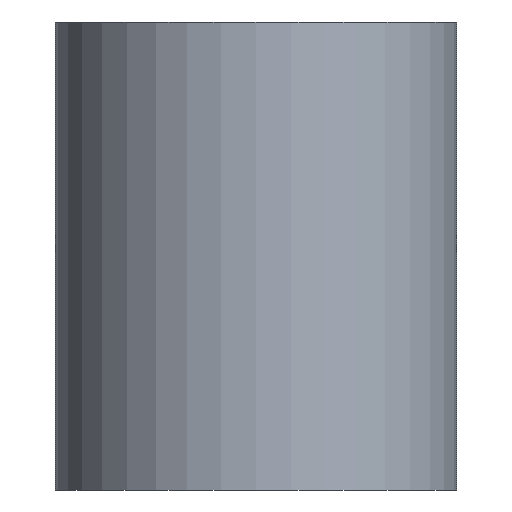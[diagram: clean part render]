
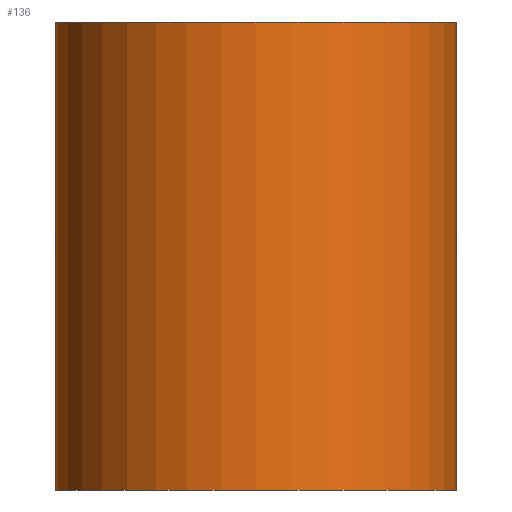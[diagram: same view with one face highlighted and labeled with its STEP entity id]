
A CAD part, front view. The second image highlights one B-rep face of the part: STEP entity #136.
In plain terms, the highlighted cylindrical face has radius 30 mm (diameter 60 mm), a partial arc.
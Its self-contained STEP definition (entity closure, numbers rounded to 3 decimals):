
#9 = EDGE_CURVE ( 'NONE', #143, #89, #239, .T. ) ;
#22 = CARTESIAN_POINT ( 'NONE',  ( 30., 0., 35. ) ) ;
#25 = ORIENTED_EDGE ( 'NONE', *, *, #152, .F. ) ;
#35 = CARTESIAN_POINT ( 'NONE',  ( -30., 0., 0. ) ) ;
#42 = DIRECTION ( 'NONE',  ( 0., 0., 1. ) ) ;
#47 = CARTESIAN_POINT ( 'NONE',  ( -30., 0., 70. ) ) ;
#54 = AXIS2_PLACEMENT_3D ( 'NONE', #132, #115, #150 ) ;
#78 = DIRECTION ( 'NONE',  ( 0., 0., -1. ) ) ;
#89 = VERTEX_POINT ( 'NONE', #131 ) ;
#97 = DIRECTION ( 'NONE',  ( 0., 0., 1. ) ) ;
#109 = CARTESIAN_POINT ( 'NONE',  ( 0., 0., 35. ) ) ;
#115 = DIRECTION ( 'NONE',  ( 0., 0., 1. ) ) ;
#116 = AXIS2_PLACEMENT_3D ( 'NONE', #109, #124, #128 ) ;
#124 = DIRECTION ( 'NONE',  ( 0., 0., 1. ) ) ;
#128 = DIRECTION ( 'NONE',  ( 1., 0., 0. ) ) ;
#130 = EDGE_CURVE ( 'NONE', #285, #277, #214, .T. ) ;
#131 = CARTESIAN_POINT ( 'NONE',  ( 30., 0., 0. ) ) ;
#132 = CARTESIAN_POINT ( 'NONE',  ( 0., 0., 0. ) ) ;
#134 = CARTESIAN_POINT ( 'NONE',  ( 0., 0., 70. ) ) ;
#136 = ADVANCED_FACE ( 'NONE', ( #226 ), #207, .T. ) ;
#139 = CARTESIAN_POINT ( 'NONE',  ( 30., 0., 70. ) ) ;
#141 = AXIS2_PLACEMENT_3D ( 'NONE', #134, #78, #155 ) ;
#143 = VERTEX_POINT ( 'NONE', #35 ) ;
#150 = DIRECTION ( 'NONE',  ( 1., 0., 0. ) ) ;
#152 = EDGE_CURVE ( 'NONE', #143, #277, #204, .T. ) ;
#155 = DIRECTION ( 'NONE',  ( 1., 0., 0. ) ) ;
#195 = EDGE_CURVE ( 'NONE', #89, #285, #206, .T. ) ;
#202 = VECTOR ( 'NONE', #97, 1000. ) ;
#203 = VECTOR ( 'NONE', #42, 1000. ) ;
#204 = LINE ( 'NONE', #246, #203 ) ;
#206 = LINE ( 'NONE', #22, #202 ) ;
#207 = CYLINDRICAL_SURFACE ( 'NONE', #116, 30. ) ;
#214 = CIRCLE ( 'NONE', #141, 30. ) ;
#226 = FACE_OUTER_BOUND ( 'NONE', #265, .T. ) ;
#239 = CIRCLE ( 'NONE', #54, 30. ) ;
#242 = ORIENTED_EDGE ( 'NONE', *, *, #130, .T. ) ;
#246 = CARTESIAN_POINT ( 'NONE',  ( -30., 0., 35. ) ) ;
#265 = EDGE_LOOP ( 'NONE', ( #25, #289, #266, #242 ) ) ;
#266 = ORIENTED_EDGE ( 'NONE', *, *, #195, .T. ) ;
#277 = VERTEX_POINT ( 'NONE', #47 ) ;
#285 = VERTEX_POINT ( 'NONE', #139 ) ;
#289 = ORIENTED_EDGE ( 'NONE', *, *, #9, .T. ) ;
